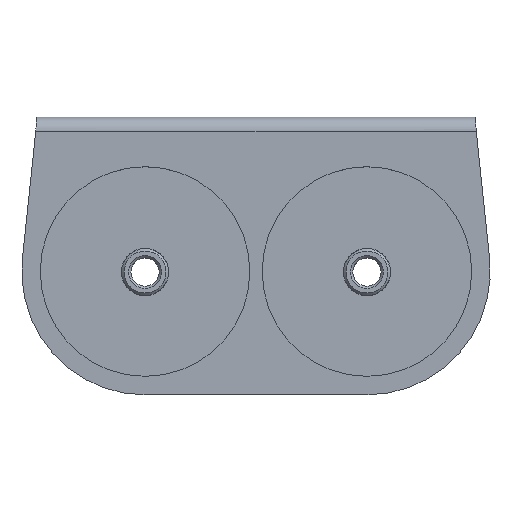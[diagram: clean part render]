
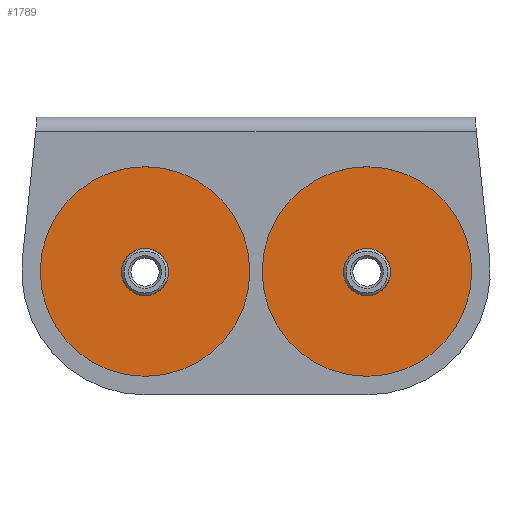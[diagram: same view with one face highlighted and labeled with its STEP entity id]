
A CAD part, top view. The second image highlights one B-rep face of the part: STEP entity #1789.
In plain terms, the highlighted planar face has unit normal (0, 0, 1).
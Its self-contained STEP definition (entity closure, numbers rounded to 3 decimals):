
#57=FACE_BOUND('',#406,.T.);
#58=FACE_BOUND('',#407,.T.);
#59=FACE_BOUND('',#408,.T.);
#162=CIRCLE('',#1923,2.);
#163=CIRCLE('',#1924,44.);
#164=CIRCLE('',#1925,2.);
#165=CIRCLE('',#1926,2.);
#166=CIRCLE('',#1927,44.);
#167=CIRCLE('',#1928,2.);
#168=CIRCLE('',#1929,44.);
#169=CIRCLE('',#1930,2.);
#170=CIRCLE('',#1931,44.);
#171=CIRCLE('',#1932,9.6);
#172=CIRCLE('',#1933,9.6);
#173=CIRCLE('',#1934,44.);
#174=CIRCLE('',#1935,15.);
#175=CIRCLE('',#1936,44.);
#176=CIRCLE('',#1937,2.);
#238=PLANE('',#1922);
#295=FACE_OUTER_BOUND('',#405,.T.);
#405=EDGE_LOOP('',(#1379,#1380,#1381,#1382,#1383,#1384,#1385,#1386,#1387,
#1388,#1389,#1390,#1391,#1392,#1393,#1394,#1395,#1396));
#406=EDGE_LOOP('',(#1397));
#407=EDGE_LOOP('',(#1398));
#408=EDGE_LOOP('',(#1399,#1400,#1401,#1402));
#550=LINE('',#3093,#684);
#561=LINE('',#3468,#695);
#563=LINE('',#3475,#697);
#572=LINE('',#3670,#706);
#573=LINE('',#3677,#707);
#574=LINE('',#3679,#708);
#575=LINE('',#3686,#709);
#576=LINE('',#3688,#710);
#577=LINE('',#3695,#711);
#684=VECTOR('',#2173,22.);
#695=VECTOR('',#2200,46.);
#697=VECTOR('',#2206,22.);
#706=VECTOR('',#2229,15.182);
#707=VECTOR('',#2236,15.182);
#708=VECTOR('',#2237,15.182);
#709=VECTOR('',#2244,15.182);
#710=VECTOR('',#2245,56.607);
#711=VECTOR('',#2252,56.607);
#855=VERTEX_POINT('',#2902);
#859=VERTEX_POINT('',#2911);
#869=VERTEX_POINT('',#3280);
#873=VERTEX_POINT('',#3462);
#875=VERTEX_POINT('',#3472);
#876=VERTEX_POINT('',#3474);
#883=VERTEX_POINT('',#3669);
#884=VERTEX_POINT('',#3671);
#885=VERTEX_POINT('',#3673);
#886=VERTEX_POINT('',#3675);
#887=VERTEX_POINT('',#3678);
#888=VERTEX_POINT('',#3680);
#889=VERTEX_POINT('',#3682);
#890=VERTEX_POINT('',#3684);
#891=VERTEX_POINT('',#3687);
#892=VERTEX_POINT('',#3689);
#893=VERTEX_POINT('',#3691);
#894=VERTEX_POINT('',#3693);
#895=VERTEX_POINT('',#3696);
#896=VERTEX_POINT('',#3698);
#897=VERTEX_POINT('',#3700);
#898=VERTEX_POINT('',#3701);
#899=VERTEX_POINT('',#3703);
#900=VERTEX_POINT('',#3705);
#1044=EDGE_CURVE('',#859,#855,#550,.T.);
#1063=EDGE_CURVE('',#869,#873,#561,.T.);
#1066=EDGE_CURVE('',#876,#875,#563,.T.);
#1080=EDGE_CURVE('',#875,#883,#572,.T.);
#1081=EDGE_CURVE('',#883,#884,#162,.T.);
#1082=EDGE_CURVE('',#884,#885,#163,.T.);
#1083=EDGE_CURVE('',#885,#886,#164,.T.);
#1084=EDGE_CURVE('',#886,#869,#573,.T.);
#1085=EDGE_CURVE('',#873,#887,#574,.T.);
#1086=EDGE_CURVE('',#887,#888,#165,.T.);
#1087=EDGE_CURVE('',#888,#889,#166,.T.);
#1088=EDGE_CURVE('',#889,#890,#167,.T.);
#1089=EDGE_CURVE('',#890,#859,#575,.T.);
#1090=EDGE_CURVE('',#891,#855,#576,.T.);
#1091=EDGE_CURVE('',#892,#891,#168,.T.);
#1092=EDGE_CURVE('',#893,#892,#169,.T.);
#1093=EDGE_CURVE('',#894,#893,#170,.T.);
#1094=EDGE_CURVE('',#876,#894,#577,.T.);
#1095=EDGE_CURVE('',#895,#895,#171,.T.);
#1096=EDGE_CURVE('',#896,#896,#172,.T.);
#1097=EDGE_CURVE('',#897,#898,#173,.T.);
#1098=EDGE_CURVE('',#898,#899,#174,.T.);
#1099=EDGE_CURVE('',#899,#900,#175,.T.);
#1100=EDGE_CURVE('',#900,#897,#176,.T.);
#1379=ORIENTED_EDGE('',*,*,#1066,.T.);
#1380=ORIENTED_EDGE('',*,*,#1080,.T.);
#1381=ORIENTED_EDGE('',*,*,#1081,.T.);
#1382=ORIENTED_EDGE('',*,*,#1082,.T.);
#1383=ORIENTED_EDGE('',*,*,#1083,.T.);
#1384=ORIENTED_EDGE('',*,*,#1084,.T.);
#1385=ORIENTED_EDGE('',*,*,#1063,.T.);
#1386=ORIENTED_EDGE('',*,*,#1085,.T.);
#1387=ORIENTED_EDGE('',*,*,#1086,.T.);
#1388=ORIENTED_EDGE('',*,*,#1087,.T.);
#1389=ORIENTED_EDGE('',*,*,#1088,.T.);
#1390=ORIENTED_EDGE('',*,*,#1089,.T.);
#1391=ORIENTED_EDGE('',*,*,#1044,.T.);
#1392=ORIENTED_EDGE('',*,*,#1090,.F.);
#1393=ORIENTED_EDGE('',*,*,#1091,.F.);
#1394=ORIENTED_EDGE('',*,*,#1092,.F.);
#1395=ORIENTED_EDGE('',*,*,#1093,.F.);
#1396=ORIENTED_EDGE('',*,*,#1094,.F.);
#1397=ORIENTED_EDGE('',*,*,#1095,.T.);
#1398=ORIENTED_EDGE('',*,*,#1096,.T.);
#1399=ORIENTED_EDGE('',*,*,#1097,.T.);
#1400=ORIENTED_EDGE('',*,*,#1098,.T.);
#1401=ORIENTED_EDGE('',*,*,#1099,.T.);
#1402=ORIENTED_EDGE('',*,*,#1100,.T.);
#1789=ADVANCED_FACE('',(#295,#57,#58,#59),#238,.T.);
#1922=AXIS2_PLACEMENT_3D('',#3668,#2227,#2228);
#1923=AXIS2_PLACEMENT_3D('',#3672,#2230,#2231);
#1924=AXIS2_PLACEMENT_3D('',#3674,#2232,#2233);
#1925=AXIS2_PLACEMENT_3D('',#3676,#2234,#2235);
#1926=AXIS2_PLACEMENT_3D('',#3681,#2238,#2239);
#1927=AXIS2_PLACEMENT_3D('',#3683,#2240,#2241);
#1928=AXIS2_PLACEMENT_3D('',#3685,#2242,#2243);
#1929=AXIS2_PLACEMENT_3D('',#3690,#2246,#2247);
#1930=AXIS2_PLACEMENT_3D('',#3692,#2248,#2249);
#1931=AXIS2_PLACEMENT_3D('',#3694,#2250,#2251);
#1932=AXIS2_PLACEMENT_3D('',#3697,#2253,#2254);
#1933=AXIS2_PLACEMENT_3D('',#3699,#2255,#2256);
#1934=AXIS2_PLACEMENT_3D('',#3702,#2257,#2258);
#1935=AXIS2_PLACEMENT_3D('',#3704,#2259,#2260);
#1936=AXIS2_PLACEMENT_3D('',#3706,#2261,#2262);
#1937=AXIS2_PLACEMENT_3D('',#3707,#2263,#2264);
#2173=DIRECTION('',(-1.,0.,0.));
#2200=DIRECTION('',(-1.,0.,0.));
#2206=DIRECTION('',(-1.,0.,0.));
#2227=DIRECTION('center_axis',(0.,0.,1.));
#2228=DIRECTION('ref_axis',(1.,0.,0.));
#2229=DIRECTION('',(0.,-1.,0.));
#2230=DIRECTION('center_axis',(0.,0.,-1.));
#2231=DIRECTION('ref_axis',(-0.435,-0.901,0.));
#2232=DIRECTION('center_axis',(0.,0.,1.));
#2233=DIRECTION('ref_axis',(-0.435,-0.901,0.));
#2234=DIRECTION('center_axis',(0.,0.,-1.));
#2235=DIRECTION('ref_axis',(-1.,0.,0.));
#2236=DIRECTION('',(0.,1.,0.));
#2237=DIRECTION('',(0.,-1.,0.));
#2238=DIRECTION('center_axis',(0.,0.,-1.));
#2239=DIRECTION('ref_axis',(-0.435,-0.901,0.));
#2240=DIRECTION('center_axis',(0.,0.,1.));
#2241=DIRECTION('ref_axis',(-0.435,-0.901,0.));
#2242=DIRECTION('center_axis',(0.,0.,-1.));
#2243=DIRECTION('ref_axis',(-1.,0.,0.));
#2244=DIRECTION('',(0.,1.,0.));
#2245=DIRECTION('',(0.,1.,0.));
#2246=DIRECTION('center_axis',(0.,0.,-1.));
#2247=DIRECTION('ref_axis',(1.,0.,0.));
#2248=DIRECTION('center_axis',(0.,0.,1.));
#2249=DIRECTION('ref_axis',(0.978,0.207,0.));
#2250=DIRECTION('center_axis',(0.,0.,-1.));
#2251=DIRECTION('ref_axis',(0.978,0.207,0.));
#2252=DIRECTION('',(0.,-1.,0.));
#2253=DIRECTION('center_axis',(0.,0.,-1.));
#2254=DIRECTION('ref_axis',(-1.,0.,0.));
#2255=DIRECTION('center_axis',(0.,0.,-1.));
#2256=DIRECTION('ref_axis',(-1.,0.,0.));
#2257=DIRECTION('center_axis',(0.,0.,1.));
#2258=DIRECTION('ref_axis',(-0.978,-0.207,0.));
#2259=DIRECTION('center_axis',(0.,0.,-1.));
#2260=DIRECTION('ref_axis',(0.824,0.567,0.));
#2261=DIRECTION('center_axis',(0.,0.,1.));
#2262=DIRECTION('ref_axis',(0.742,-0.671,0.));
#2263=DIRECTION('center_axis',(0.,0.,-1.));
#2264=DIRECTION('ref_axis',(-0.978,-0.207,0.));
#2902=CARTESIAN_POINT('',(6.,100.607,3.));
#2911=CARTESIAN_POINT('',(28.,100.607,3.));
#3093=CARTESIAN_POINT('',(50.5,100.607,3.));
#3280=CARTESIAN_POINT('',(118.,100.607,3.));
#3462=CARTESIAN_POINT('',(72.,100.607,3.));
#3468=CARTESIAN_POINT('',(83.5,100.607,3.));
#3472=CARTESIAN_POINT('',(162.,100.607,3.));
#3474=CARTESIAN_POINT('',(184.,100.607,3.));
#3475=CARTESIAN_POINT('',(128.5,100.607,3.));
#3668=CARTESIAN_POINT('Origin',(95.,166.363,3.));
#3669=CARTESIAN_POINT('',(162.,85.425,3.));
#3670=CARTESIAN_POINT('',(162.,132.706,3.));
#3671=CARTESIAN_POINT('',(159.13,83.624,3.));
#3672=CARTESIAN_POINT('Origin',(160.,85.425,3.));
#3673=CARTESIAN_POINT('',(120.87,83.624,3.));
#3674=CARTESIAN_POINT('Origin',(140.,44.,3.));
#3675=CARTESIAN_POINT('',(118.,85.425,3.));
#3676=CARTESIAN_POINT('Origin',(120.,85.425,3.));
#3677=CARTESIAN_POINT('',(118.,135.181,3.));
#3678=CARTESIAN_POINT('',(72.,85.425,3.));
#3679=CARTESIAN_POINT('',(72.,135.181,3.));
#3680=CARTESIAN_POINT('',(69.13,83.624,3.));
#3681=CARTESIAN_POINT('Origin',(70.,85.425,3.));
#3682=CARTESIAN_POINT('',(30.87,83.624,3.));
#3683=CARTESIAN_POINT('Origin',(50.,44.,3.));
#3684=CARTESIAN_POINT('',(28.,85.425,3.));
#3685=CARTESIAN_POINT('Origin',(30.,85.425,3.));
#3686=CARTESIAN_POINT('',(28.,135.181,3.));
#3687=CARTESIAN_POINT('',(6.,44.,3.));
#3688=CARTESIAN_POINT('',(6.,44.,3.));
#3689=CARTESIAN_POINT('',(93.043,34.875,3.));
#3690=CARTESIAN_POINT('Origin',(50.,44.,3.));
#3691=CARTESIAN_POINT('',(96.957,34.875,3.));
#3692=CARTESIAN_POINT('Origin',(95.,34.461,3.));
#3693=CARTESIAN_POINT('',(184.,44.,3.));
#3694=CARTESIAN_POINT('Origin',(140.,44.,3.));
#3695=CARTESIAN_POINT('',(184.,228.,3.));
#3696=CARTESIAN_POINT('',(59.6,44.,3.));
#3697=CARTESIAN_POINT('Origin',(50.,44.,3.));
#3698=CARTESIAN_POINT('',(149.6,44.,3.));
#3699=CARTESIAN_POINT('Origin',(140.,44.,3.));
#3700=CARTESIAN_POINT('',(93.043,53.125,3.));
#3701=CARTESIAN_POINT('',(82.643,73.503,3.));
#3702=CARTESIAN_POINT('Origin',(50.,44.,3.));
#3703=CARTESIAN_POINT('',(107.357,73.503,3.));
#3704=CARTESIAN_POINT('Origin',(95.,65.,3.));
#3705=CARTESIAN_POINT('',(96.957,53.125,3.));
#3706=CARTESIAN_POINT('Origin',(140.,44.,3.));
#3707=CARTESIAN_POINT('Origin',(95.,53.539,3.));
